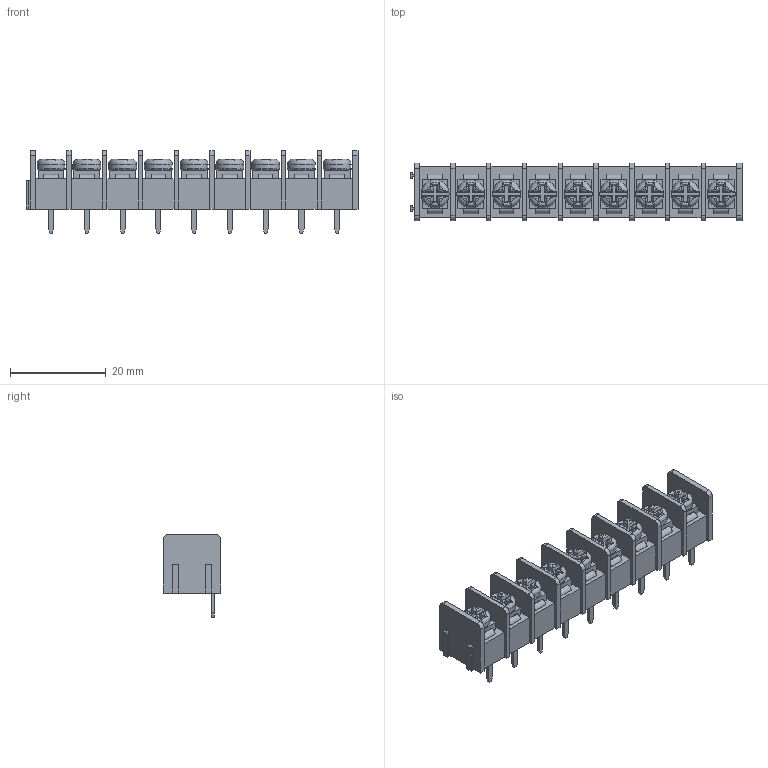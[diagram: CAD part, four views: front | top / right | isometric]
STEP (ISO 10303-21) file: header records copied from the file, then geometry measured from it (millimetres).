
FILE_DESCRIPTION(/* description */ ('Unknown'),/* implementation_level */ '2;1');
FILE_NAME(/* name */ 'Terminal Block - 7.62mm - 9 Pin',/* time_stamp */ '2018-12-07T12:45:00-05:00',/* author */ ('Unknown'),/* organization */ ('Unknown'),/* preprocessor_version */ 'ST-DEVELOPER v16.7',/* originating_system */ 'DEX',/* authorisation */ $);
FILE_SCHEMA (('AUTOMOTIVE_DESIGN {1 0 10303 214 3 1 1}'));
Length unit declared in the file: millimetre
Products named in the file (1): Terminal Block - 7.62mm - 9 Pin
Bounding box: 69.34 x 12.01 x 17.3 mm (x, y, z)
Volume: 6478.4 mm3; surface area: 5659.2 mm2
Topology: 10 solids, 30 shells, 788 faces, 2013 edges, 1303 vertices
Faces by surface type: plane 549, cylinder 119, bspline 93, torus 27
Full cylindrical faces by diameter (mm): 5.842 x9
Entity records: 28939 total; most frequent: CARTESIAN_POINT 7732, ORIENTED_EDGE 3964, DIRECTION 3096, EDGE_CURVE 1982, VERTEX_POINT 1294, LINE 1228, VECTOR 1228, AXIS2_PLACEMENT_3D 934
